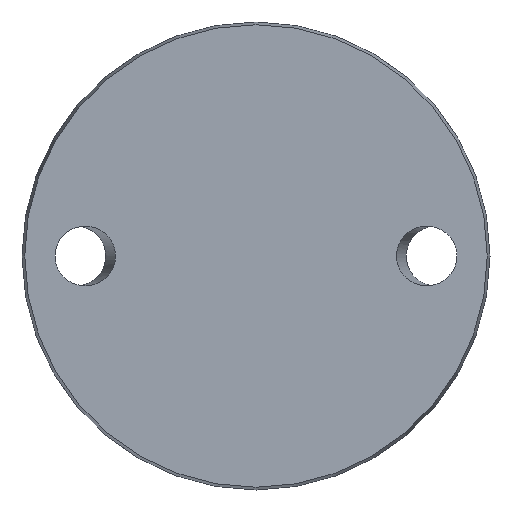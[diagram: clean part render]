
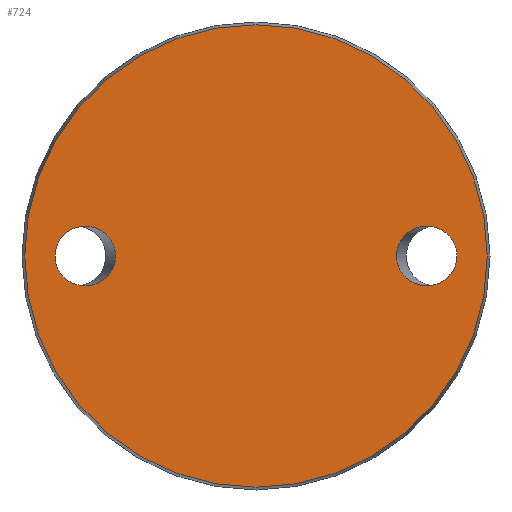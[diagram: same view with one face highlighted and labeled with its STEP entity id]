
A CAD part, front view. The second image highlights one B-rep face of the part: STEP entity #724.
In plain terms, the highlighted planar face has unit normal (0, -1, 0).
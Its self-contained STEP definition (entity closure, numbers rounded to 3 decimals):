
#6 = CARTESIAN_POINT ( 'NONE',  ( -29.413, 0., -12.5 ) ) ;
#13 = VERTEX_POINT ( 'NONE', #648 ) ;
#20 = ORIENTED_EDGE ( 'NONE', *, *, #254, .T. ) ;
#27 = DIRECTION ( 'NONE',  ( 0., -1., 0. ) ) ;
#35 = CIRCLE ( 'NONE', #457, 48.425 ) ;
#60 = FACE_BOUND ( 'NONE', #444, .T. ) ;
#62 = CARTESIAN_POINT ( 'NONE',  ( 42.087, 0., 12.5 ) ) ;
#73 = CARTESIAN_POINT ( 'NONE',  ( -29.413, 0., 0. ) ) ;
#75 = CARTESIAN_POINT ( 'NONE',  ( -42.087, 0., 0. ) ) ;
#81 =( BOUNDED_CURVE ( )  B_SPLINE_CURVE ( 3, ( #75, #423, #705, #73, #6, #643, #415 ),
 .UNSPECIFIED., .T., .F. ) 
 B_SPLINE_CURVE_WITH_KNOTS ( ( 4, 3, 4 ),
 ( 0., 3.142, 6.283 ),
 .UNSPECIFIED. ) 
 CURVE ( )  GEOMETRIC_REPRESENTATION_ITEM ( )  RATIONAL_B_SPLINE_CURVE ( ( 1., 0.333, 0.333, 1., 0.333, 0.333, 1. ) ) 
 REPRESENTATION_ITEM ( '' )  );
#169 = DIRECTION ( 'NONE',  ( 0., 1., 0. ) ) ;
#179 = EDGE_LOOP ( 'NONE', ( #20 ) ) ;
#183 = CARTESIAN_POINT ( 'NONE',  ( -48.425, 0., 0. ) ) ;
#196 = ORIENTED_EDGE ( 'NONE', *, *, #390, .T. ) ;
#226 = EDGE_CURVE ( 'NONE', #430, #430, #81, .T. ) ;
#239 = CARTESIAN_POINT ( 'NONE',  ( 42.087, 0., 0. ) ) ;
#254 = EDGE_CURVE ( 'NONE', #326, #326, #466, .T. ) ;
#301 = FACE_OUTER_BOUND ( 'NONE', #395, .T. ) ;
#326 = VERTEX_POINT ( 'NONE', #594 ) ;
#342 = CARTESIAN_POINT ( 'NONE',  ( 0., 0., 0. ) ) ;
#390 = EDGE_CURVE ( 'NONE', #13, #13, #35, .T. ) ;
#395 = EDGE_LOOP ( 'NONE', ( #196 ) ) ;
#405 = FACE_BOUND ( 'NONE', #179, .T. ) ;
#415 = CARTESIAN_POINT ( 'NONE',  ( -42.087, 0., 0. ) ) ;
#423 = CARTESIAN_POINT ( 'NONE',  ( -42.087, 0., 12.5 ) ) ;
#427 = CARTESIAN_POINT ( 'NONE',  ( 29.413, 0., -12.5 ) ) ;
#430 = VERTEX_POINT ( 'NONE', #641 ) ;
#444 = EDGE_LOOP ( 'NONE', ( #558 ) ) ;
#457 = AXIS2_PLACEMENT_3D ( 'NONE', #342, #27, #491 ) ;
#466 =( BOUNDED_CURVE ( )  B_SPLINE_CURVE ( 3, ( #239, #694, #427, #476, #572, #62, #691 ),
 .UNSPECIFIED., .T., .F. ) 
 B_SPLINE_CURVE_WITH_KNOTS ( ( 4, 3, 4 ),
 ( 0., 3.142, 6.283 ),
 .UNSPECIFIED. ) 
 CURVE ( )  GEOMETRIC_REPRESENTATION_ITEM ( )  RATIONAL_B_SPLINE_CURVE ( ( 1., 0.333, 0.333, 1., 0.333, 0.333, 1. ) ) 
 REPRESENTATION_ITEM ( '' )  );
#476 = CARTESIAN_POINT ( 'NONE',  ( 29.413, 0., 0. ) ) ;
#491 = DIRECTION ( 'NONE',  ( 0., 0., -1. ) ) ;
#521 = AXIS2_PLACEMENT_3D ( 'NONE', #183, #169, #626 ) ;
#558 = ORIENTED_EDGE ( 'NONE', *, *, #226, .T. ) ;
#572 = CARTESIAN_POINT ( 'NONE',  ( 29.413, 0., 12.5 ) ) ;
#594 = CARTESIAN_POINT ( 'NONE',  ( 42.087, 0., 0. ) ) ;
#626 = DIRECTION ( 'NONE',  ( 0., 0., 1. ) ) ;
#641 = CARTESIAN_POINT ( 'NONE',  ( -42.087, 0., 0. ) ) ;
#643 = CARTESIAN_POINT ( 'NONE',  ( -42.087, 0., -12.5 ) ) ;
#648 = CARTESIAN_POINT ( 'NONE',  ( 0., 0., -48.425 ) ) ;
#689 = PLANE ( 'NONE',  #521 ) ;
#691 = CARTESIAN_POINT ( 'NONE',  ( 42.087, 0., 0. ) ) ;
#694 = CARTESIAN_POINT ( 'NONE',  ( 42.087, 0., -12.5 ) ) ;
#705 = CARTESIAN_POINT ( 'NONE',  ( -29.413, 0., 12.5 ) ) ;
#724 = ADVANCED_FACE ( 'NONE', ( #60, #405, #301 ), #689, .F. ) ;
